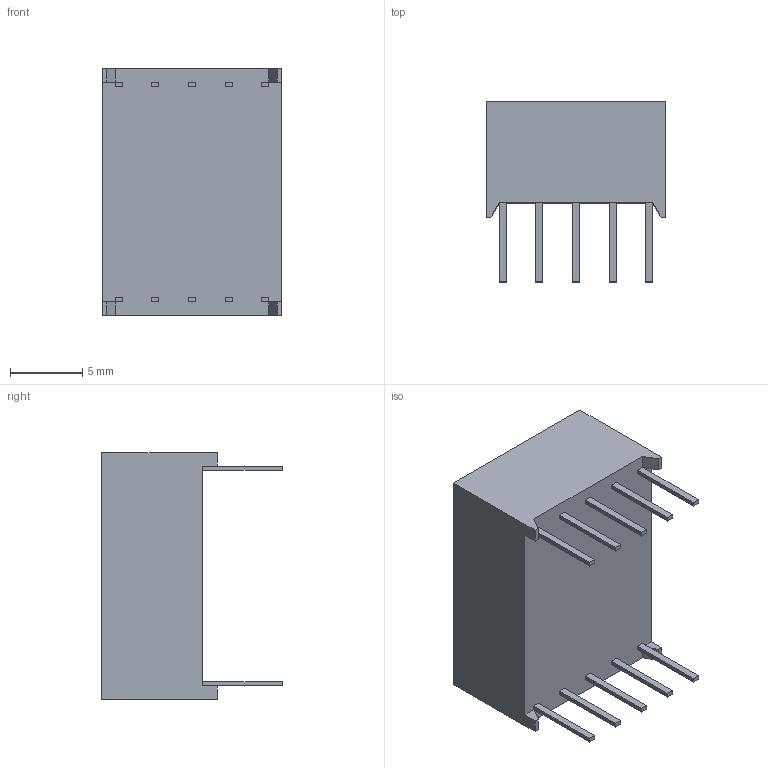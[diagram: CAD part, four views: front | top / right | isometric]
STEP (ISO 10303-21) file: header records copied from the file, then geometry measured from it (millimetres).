
FILE_DESCRIPTION (( 'STEP AP214' ), '1' );
FILE_NAME ('C7B3ABCE-47B6-4A2E-82E1-6A38CA08C447.STEP', '2025-02-01T11:06:00', ( '' ), ( '' ), 'SwSTEP 2.0', 'SolidWorks 2022', '' );
FILE_SCHEMA (( 'AUTOMOTIVE_DESIGN' ));
Length unit declared in the file: millimetre
Products named in the file (1): C7B3ABCE-47B6-4A2E-82E1-6A38CA08C447
Bounding box: 12.4 x 12.5 x 17.1 mm (x, y, z)
Volume: 1494.7 mm3; surface area: 935.7 mm2
Topology: 1 solids, 1 shells, 86 faces, 218 edges, 144 vertices
Faces by surface type: plane 84, cylinder 2
Entity records: 2744 total; most frequent: CARTESIAN_POINT 449, ORIENTED_EDGE 436, DIRECTION 396, EDGE_CURVE 218, LINE 214, VECTOR 214, VERTEX_POINT 144, EDGE_LOOP 96
